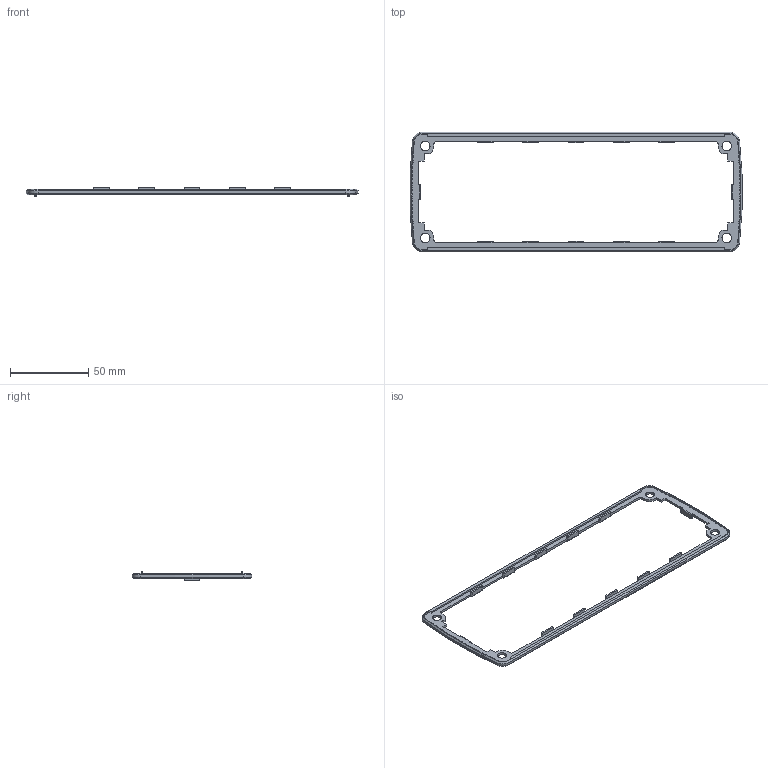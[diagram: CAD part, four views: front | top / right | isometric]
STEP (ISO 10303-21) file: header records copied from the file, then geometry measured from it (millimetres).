
FILE_DESCRIPTION((''),'2;1');
FILE_NAME('84202711_DI 2070-3000.stp','2009-07-15T08:22:22',('kotzmaier'),(''),'Autodesk Inventor 2009','Autodesk Inventor 2009','');
FILE_SCHEMA(('AUTOMOTIVE_DESIGN { 1 0 10303 214 1 1 1 1 }'));
Length unit declared in the file: millimetre
Products named in the file (1): DI 2070
Bounding box: 212.2 x 76.6 x 5.5 mm (x, y, z)
Volume: 6979.2 mm3; surface area: 10780.8 mm2
Topology: 1 solids, 1 shells, 274 faces, 722 edges, 428 vertices
Faces by surface type: cylinder 124, plane 114, sphere 24, cone 12
Full cylindrical faces by diameter (mm): 6 x4
Entity records: 8232 total; most frequent: DIRECTION 1504, CARTESIAN_POINT 1397, ORIENTED_EDGE 1388, EDGE_CURVE 694, AXIS2_PLACEMENT_3D 535, VECTOR 434, LINE 434, VERTEX_POINT 428
